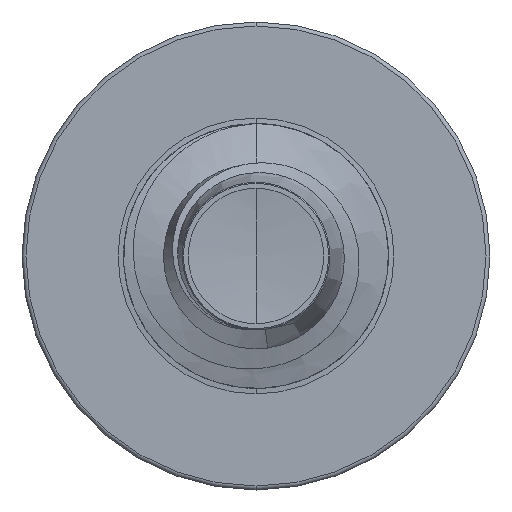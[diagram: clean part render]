
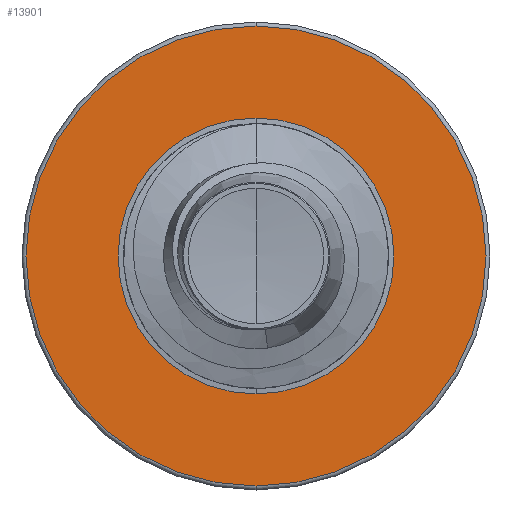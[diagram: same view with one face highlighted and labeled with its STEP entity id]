
A CAD part, front view. The second image highlights one B-rep face of the part: STEP entity #13901.
In plain terms, the highlighted planar face has unit normal (0, -1, 0).
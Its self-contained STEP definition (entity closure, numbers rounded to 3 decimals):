
#557 = DIRECTION ( 'NONE',  ( 0., 1., 0. ) ) ;
#690 = CARTESIAN_POINT ( 'NONE',  ( 0., 8., 0. ) ) ;
#748 = DIRECTION ( 'NONE',  ( 0., 1., 0. ) ) ;
#1327 = EDGE_CURVE ( 'NONE', #2333, #13037, #6397, .T. ) ;
#1516 = AXIS2_PLACEMENT_3D ( 'NONE', #690, #748, #2566 ) ;
#2284 = CARTESIAN_POINT ( 'NONE',  ( 0., 8., -1.562 ) ) ;
#2299 = CARTESIAN_POINT ( 'NONE',  ( 0., 8., 2.605 ) ) ;
#2333 = VERTEX_POINT ( 'NONE', #2284 ) ;
#2381 = EDGE_LOOP ( 'NONE', ( #8268, #6942 ) ) ;
#2566 = DIRECTION ( 'NONE',  ( 0., 0., 1. ) ) ;
#4336 = PLANE ( 'NONE',  #14821 ) ;
#6397 = CIRCLE ( 'NONE', #1516, 1.562 ) ;
#6574 = FACE_BOUND ( 'NONE', #6606, .T. ) ;
#6606 = EDGE_LOOP ( 'NONE', ( #16200, #12803 ) ) ;
#6942 = ORIENTED_EDGE ( 'NONE', *, *, #10528, .F. ) ;
#8268 = ORIENTED_EDGE ( 'NONE', *, *, #9087, .F. ) ;
#9087 = EDGE_CURVE ( 'NONE', #13776, #12730, #15462, .T. ) ;
#10528 = EDGE_CURVE ( 'NONE', #12730, #13776, #14587, .T. ) ;
#11646 = CARTESIAN_POINT ( 'NONE',  ( 0., 8., 0. ) ) ;
#11727 = DIRECTION ( 'NONE',  ( 0., 0., 1. ) ) ;
#11802 = CARTESIAN_POINT ( 'NONE',  ( 0., 8., -2.605 ) ) ;
#11903 = AXIS2_PLACEMENT_3D ( 'NONE', #13778, #13765, #13761 ) ;
#12051 = DIRECTION ( 'NONE',  ( 0., 1., 0. ) ) ;
#12125 = DIRECTION ( 'NONE',  ( 0., 0., 1. ) ) ;
#12547 = EDGE_CURVE ( 'NONE', #13037, #2333, #17663, .T. ) ;
#12725 = CARTESIAN_POINT ( 'NONE',  ( 0., 8., 0. ) ) ;
#12730 = VERTEX_POINT ( 'NONE', #11802 ) ;
#12754 = DIRECTION ( 'NONE',  ( 0., 1., 0. ) ) ;
#12803 = ORIENTED_EDGE ( 'NONE', *, *, #1327, .T. ) ;
#13037 = VERTEX_POINT ( 'NONE', #16500 ) ;
#13686 = FACE_OUTER_BOUND ( 'NONE', #2381, .T. ) ;
#13761 = DIRECTION ( 'NONE',  ( 0., 0., 1. ) ) ;
#13765 = DIRECTION ( 'NONE',  ( 0., 1., 0. ) ) ;
#13776 = VERTEX_POINT ( 'NONE', #2299 ) ;
#13778 = CARTESIAN_POINT ( 'NONE',  ( 0., 8., 0. ) ) ;
#13901 = ADVANCED_FACE ( 'NONE', ( #13686, #6574 ), #4336, .F. ) ;
#14587 = CIRCLE ( 'NONE', #11903, 2.605 ) ;
#14675 = DIRECTION ( 'NONE',  ( 0., 0., 1. ) ) ;
#14821 = AXIS2_PLACEMENT_3D ( 'NONE', #16226, #557, #11727 ) ;
#15462 = CIRCLE ( 'NONE', #16518, 2.605 ) ;
#16200 = ORIENTED_EDGE ( 'NONE', *, *, #12547, .T. ) ;
#16226 = CARTESIAN_POINT ( 'NONE',  ( 0., 8., -1.562 ) ) ;
#16366 = AXIS2_PLACEMENT_3D ( 'NONE', #11646, #12051, #14675 ) ;
#16500 = CARTESIAN_POINT ( 'NONE',  ( 0., 8., 1.562 ) ) ;
#16518 = AXIS2_PLACEMENT_3D ( 'NONE', #12725, #12754, #12125 ) ;
#17663 = CIRCLE ( 'NONE', #16366, 1.562 ) ;
